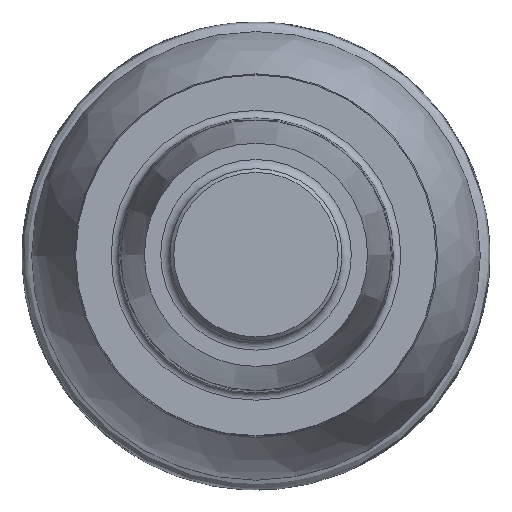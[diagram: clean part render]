
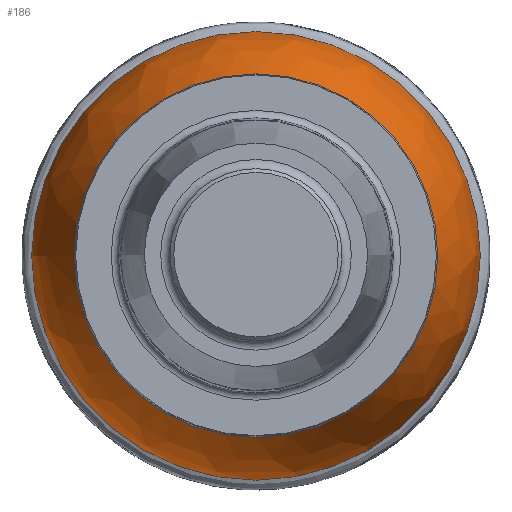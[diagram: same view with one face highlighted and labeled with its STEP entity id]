
A CAD part, top view. The second image highlights one B-rep face of the part: STEP entity #186.
In plain terms, the highlighted face is a revolution surface.
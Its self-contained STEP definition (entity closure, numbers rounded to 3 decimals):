
#100=SURFACE_OF_REVOLUTION('',#134,#101);
#101=AXIS1_PLACEMENT('',#1071,#767);
#134=B_SPLINE_CURVE_WITH_KNOTS('',3,(#1067,#1068,#1069,#1070),
 .UNSPECIFIED.,.F.,.F.,(4,4),(0.,1.),.UNSPECIFIED.);
#186=ADVANCED_FACE('',(#240,#241),#100,.T.);
#240=FACE_BOUND('',#286,.T.);
#241=FACE_BOUND('',#287,.T.);
#286=EDGE_LOOP('',(#356));
#287=EDGE_LOOP('',(#357));
#356=ORIENTED_EDGE('',*,*,#447,.F.);
#357=ORIENTED_EDGE('',*,*,#475,.T.);
#408=VERTEX_POINT('',#859);
#436=VERTEX_POINT('',#1065);
#447=EDGE_CURVE('',#408,#408,#493,.T.);
#475=EDGE_CURVE('',#436,#436,#509,.T.);
#493=CIRCLE('',#622,12.);
#509=CIRCLE('',#650,9.725);
#622=AXIS2_PLACEMENT_3D('',#858,#703,#704);
#650=AXIS2_PLACEMENT_3D('',#1064,#763,#764);
#703=DIRECTION('',(0.,0.,-1.));
#704=DIRECTION('',(-1.,0.,0.));
#763=DIRECTION('',(0.,0.,-1.));
#764=DIRECTION('',(-1.,0.,0.));
#767=DIRECTION('',(0.,0.,-1.));
#858=CARTESIAN_POINT('',(0.,0.,-17.9));
#859=CARTESIAN_POINT('',(-12.,0.,-17.9));
#1064=CARTESIAN_POINT('',(0.,0.,-10.481));
#1065=CARTESIAN_POINT('',(-9.725,0.,-10.481));
#1067=CARTESIAN_POINT('',(-9.725,0.,-10.481));
#1068=CARTESIAN_POINT('',(-11.237,0.,-14.149));
#1069=CARTESIAN_POINT('',(-12.,0.,-15.308));
#1070=CARTESIAN_POINT('',(-12.,0.,-17.9));
#1071=CARTESIAN_POINT('',(0.,0.,130.839));
